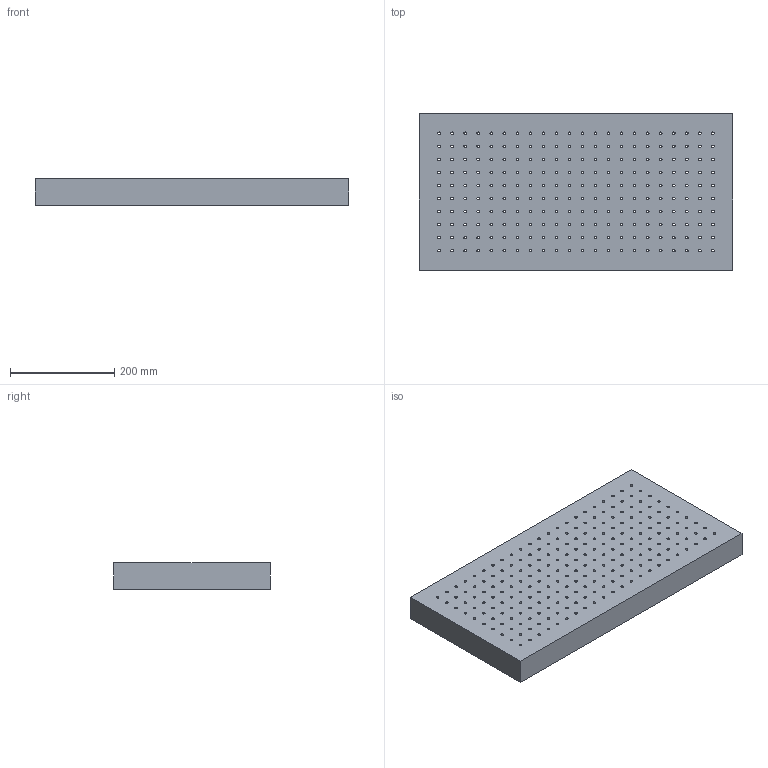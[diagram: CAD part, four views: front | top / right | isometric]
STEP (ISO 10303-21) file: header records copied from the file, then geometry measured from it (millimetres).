
FILE_DESCRIPTION (( 'STEP AP214' ), '1' );
FILE_NAME ('516051.STEP', '2019-10-28T06:52:58', ( 'user' ), ( '微软中国' ), 'SwSTEP 2.0', 'SolidWorks 2016', '' );
FILE_SCHEMA (( 'AUTOMOTIVE_DESIGN' ));
Length unit declared in the file: millimetre
Products named in the file (1): 516051
Bounding box: 600 x 300 x 50 mm (x, y, z)
Volume: 8784015.5 mm3; surface area: 614148.2 mm2
Topology: 1 solids, 1 shells, 446 faces, 1332 edges, 888 vertices
Faces by surface type: cylinder 440, plane 6
Entity records: 16470 total; most frequent: DIRECTION 3106, CARTESIAN_POINT 2667, ORIENTED_EDGE 2664, EDGE_CURVE 1332, AXIS2_PLACEMENT_3D 1327, VERTEX_POINT 888, EDGE_LOOP 886, CIRCLE 880
